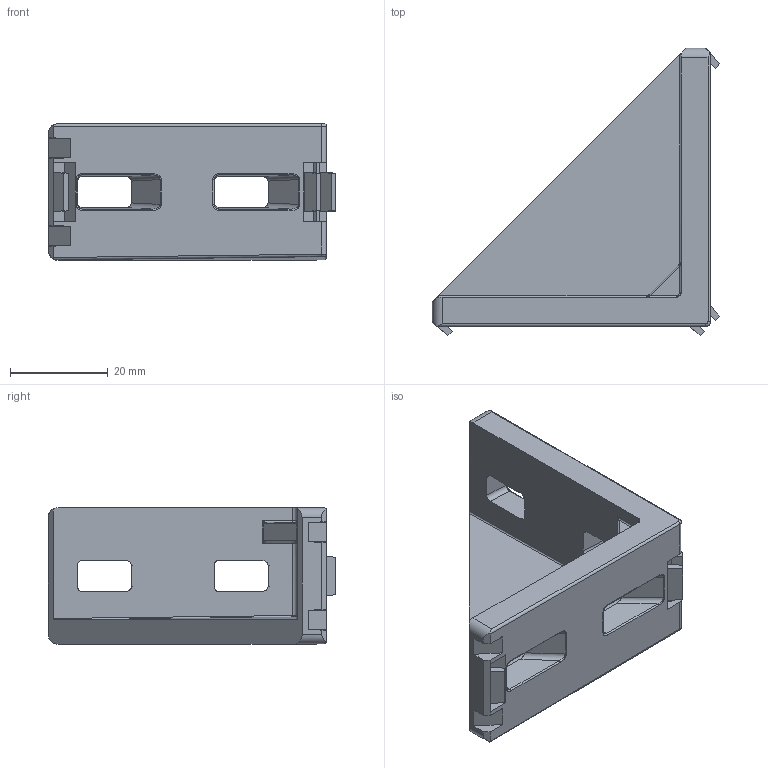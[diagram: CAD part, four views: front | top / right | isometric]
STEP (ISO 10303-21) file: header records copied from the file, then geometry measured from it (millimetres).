
FILE_DESCRIPTION(('STEP AP214'),'1');
FILE_NAME('fath_093w302n08.stp','2017-04-19T07:41:06',('TraceParts'),('TraceParts S.A.'),'Spatial InterOp 3D',' ',' ');
FILE_SCHEMA(('automotive_design'));
Length unit declared in the file: millimetre
Products named in the file (1): fath_093w302n08
Bounding box: 58.89 x 58.89 x 28 mm (x, y, z)
Volume: 21680.4 mm3; surface area: 10386.7 mm2
Topology: 1 solids, 1 shells, 171 faces, 441 edges, 272 vertices
Faces by surface type: plane 82, cylinder 56, bspline 30, torus 3
Entity records: 7011 total; most frequent: CARTESIAN_POINT 1839, ORIENTED_EDGE 874, DIRECTION 688, EDGE_CURVE 437, LINE 274, VECTOR 274, VERTEX_POINT 272, AXIS2_PLACEMENT_3D 207
